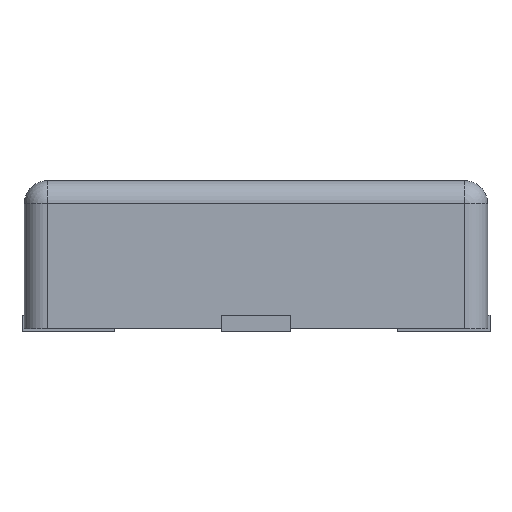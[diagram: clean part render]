
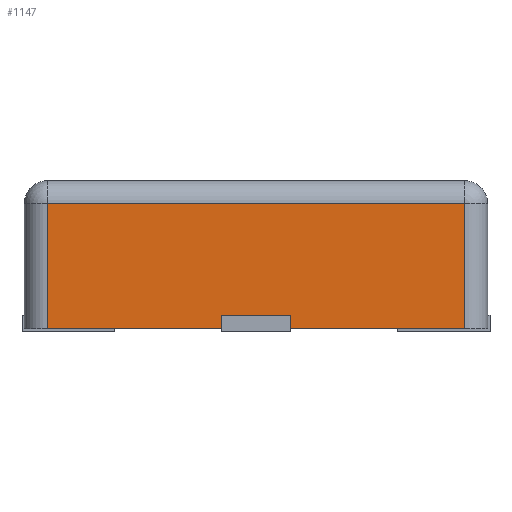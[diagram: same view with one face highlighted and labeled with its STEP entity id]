
A CAD part, front view. The second image highlights one B-rep face of the part: STEP entity #1147.
In plain terms, the highlighted planar face has unit normal (0, -1, 0).
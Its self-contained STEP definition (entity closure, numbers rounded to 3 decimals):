
#448 = PLANE('',#449);
#449 = AXIS2_PLACEMENT_3D('',#450,#451,#452);
#450 = CARTESIAN_POINT('',(0.,0.,0.01));
#451 = DIRECTION('',(-0.,-0.,-1.));
#452 = DIRECTION('',(-1.,0.,0.));
#599 = VERTEX_POINT('',#600);
#600 = CARTESIAN_POINT('',(0.9,-1.,0.01));
#615 = CYLINDRICAL_SURFACE('',#616,0.1);
#616 = AXIS2_PLACEMENT_3D('',#617,#618,#619);
#617 = CARTESIAN_POINT('',(0.9,-0.9,0.01));
#618 = DIRECTION('',(0.,0.,1.));
#619 = DIRECTION('',(1.,0.,0.));
#627 = EDGE_CURVE('',#599,#628,#630,.T.);
#628 = VERTEX_POINT('',#629);
#629 = CARTESIAN_POINT('',(-0.9,-1.,0.01));
#630 = SURFACE_CURVE('',#631,(#635,#642),.PCURVE_S1.);
#631 = LINE('',#632,#633);
#632 = CARTESIAN_POINT('',(1.,-1.,0.01));
#633 = VECTOR('',#634,1.);
#634 = DIRECTION('',(-1.,0.,0.));
#635 = PCURVE('',#448,#636);
#636 = DEFINITIONAL_REPRESENTATION('',(#637),#641);
#637 = LINE('',#638,#639);
#638 = CARTESIAN_POINT('',(-1.,-1.));
#639 = VECTOR('',#640,1.);
#640 = DIRECTION('',(1.,0.));
#641 = ( GEOMETRIC_REPRESENTATION_CONTEXT(2) 
PARAMETRIC_REPRESENTATION_CONTEXT() REPRESENTATION_CONTEXT('2D SPACE',''
  ) );
#642 = PCURVE('',#643,#648);
#643 = PLANE('',#644);
#644 = AXIS2_PLACEMENT_3D('',#645,#646,#647);
#645 = CARTESIAN_POINT('',(1.,-1.,0.01));
#646 = DIRECTION('',(0.,-1.,0.));
#647 = DIRECTION('',(-1.,0.,0.));
#648 = DEFINITIONAL_REPRESENTATION('',(#649),#653);
#649 = LINE('',#650,#651);
#650 = CARTESIAN_POINT('',(0.,-0.));
#651 = VECTOR('',#652,1.);
#652 = DIRECTION('',(1.,0.));
#653 = ( GEOMETRIC_REPRESENTATION_CONTEXT(2) 
PARAMETRIC_REPRESENTATION_CONTEXT() REPRESENTATION_CONTEXT('2D SPACE',''
  ) );
#676 = CYLINDRICAL_SURFACE('',#677,0.1);
#677 = AXIS2_PLACEMENT_3D('',#678,#679,#680);
#678 = CARTESIAN_POINT('',(-0.9,-0.9,0.01));
#679 = DIRECTION('',(0.,0.,1.));
#680 = DIRECTION('',(-1.,0.,0.));
#1042 = EDGE_CURVE('',#628,#1043,#1045,.T.);
#1043 = VERTEX_POINT('',#1044);
#1044 = CARTESIAN_POINT('',(-0.9,-1.,0.55));
#1045 = SURFACE_CURVE('',#1046,(#1050,#1057),.PCURVE_S1.);
#1046 = LINE('',#1047,#1048);
#1047 = CARTESIAN_POINT('',(-0.9,-1.,0.01));
#1048 = VECTOR('',#1049,1.);
#1049 = DIRECTION('',(0.,0.,1.));
#1050 = PCURVE('',#676,#1051);
#1051 = DEFINITIONAL_REPRESENTATION('',(#1052),#1056);
#1052 = LINE('',#1053,#1054);
#1053 = CARTESIAN_POINT('',(1.571,0.));
#1054 = VECTOR('',#1055,1.);
#1055 = DIRECTION('',(0.,1.));
#1056 = ( GEOMETRIC_REPRESENTATION_CONTEXT(2) 
PARAMETRIC_REPRESENTATION_CONTEXT() REPRESENTATION_CONTEXT('2D SPACE',''
  ) );
#1057 = PCURVE('',#643,#1058);
#1058 = DEFINITIONAL_REPRESENTATION('',(#1059),#1063);
#1059 = LINE('',#1060,#1061);
#1060 = CARTESIAN_POINT('',(1.9,0.));
#1061 = VECTOR('',#1062,1.);
#1062 = DIRECTION('',(0.,-1.));
#1063 = ( GEOMETRIC_REPRESENTATION_CONTEXT(2) 
PARAMETRIC_REPRESENTATION_CONTEXT() REPRESENTATION_CONTEXT('2D SPACE',''
  ) );
#1097 = EDGE_CURVE('',#599,#1098,#1100,.T.);
#1098 = VERTEX_POINT('',#1099);
#1099 = CARTESIAN_POINT('',(0.9,-1.,0.55));
#1100 = SURFACE_CURVE('',#1101,(#1105,#1112),.PCURVE_S1.);
#1101 = LINE('',#1102,#1103);
#1102 = CARTESIAN_POINT('',(0.9,-1.,0.01));
#1103 = VECTOR('',#1104,1.);
#1104 = DIRECTION('',(0.,0.,1.));
#1105 = PCURVE('',#615,#1106);
#1106 = DEFINITIONAL_REPRESENTATION('',(#1107),#1111);
#1107 = LINE('',#1108,#1109);
#1108 = CARTESIAN_POINT('',(-1.571,0.));
#1109 = VECTOR('',#1110,1.);
#1110 = DIRECTION('',(-0.,1.));
#1111 = ( GEOMETRIC_REPRESENTATION_CONTEXT(2) 
PARAMETRIC_REPRESENTATION_CONTEXT() REPRESENTATION_CONTEXT('2D SPACE',''
  ) );
#1112 = PCURVE('',#643,#1113);
#1113 = DEFINITIONAL_REPRESENTATION('',(#1114),#1118);
#1114 = LINE('',#1115,#1116);
#1115 = CARTESIAN_POINT('',(0.1,0.));
#1116 = VECTOR('',#1117,1.);
#1117 = DIRECTION('',(0.,-1.));
#1118 = ( GEOMETRIC_REPRESENTATION_CONTEXT(2) 
PARAMETRIC_REPRESENTATION_CONTEXT() REPRESENTATION_CONTEXT('2D SPACE',''
  ) );
#1147 = ADVANCED_FACE('',(#1148),#643,.T.);
#1148 = FACE_BOUND('',#1149,.T.);
#1149 = EDGE_LOOP('',(#1150,#1151,#1152,#1178));
#1150 = ORIENTED_EDGE('',*,*,#627,.F.);
#1151 = ORIENTED_EDGE('',*,*,#1097,.T.);
#1152 = ORIENTED_EDGE('',*,*,#1153,.T.);
#1153 = EDGE_CURVE('',#1098,#1043,#1154,.T.);
#1154 = SURFACE_CURVE('',#1155,(#1159,#1166),.PCURVE_S1.);
#1155 = LINE('',#1156,#1157);
#1156 = CARTESIAN_POINT('',(1.,-1.,0.55));
#1157 = VECTOR('',#1158,1.);
#1158 = DIRECTION('',(-1.,0.,0.));
#1159 = PCURVE('',#643,#1160);
#1160 = DEFINITIONAL_REPRESENTATION('',(#1161),#1165);
#1161 = LINE('',#1162,#1163);
#1162 = CARTESIAN_POINT('',(0.,-0.54));
#1163 = VECTOR('',#1164,1.);
#1164 = DIRECTION('',(1.,0.));
#1165 = ( GEOMETRIC_REPRESENTATION_CONTEXT(2) 
PARAMETRIC_REPRESENTATION_CONTEXT() REPRESENTATION_CONTEXT('2D SPACE',''
  ) );
#1166 = PCURVE('',#1167,#1172);
#1167 = CYLINDRICAL_SURFACE('',#1168,0.1);
#1168 = AXIS2_PLACEMENT_3D('',#1169,#1170,#1171);
#1169 = CARTESIAN_POINT('',(1.,-0.9,0.55));
#1170 = DIRECTION('',(-1.,0.,0.));
#1171 = DIRECTION('',(0.,0.,1.));
#1172 = DEFINITIONAL_REPRESENTATION('',(#1173),#1177);
#1173 = LINE('',#1174,#1175);
#1174 = CARTESIAN_POINT('',(-1.571,0.));
#1175 = VECTOR('',#1176,1.);
#1176 = DIRECTION('',(-0.,1.));
#1177 = ( GEOMETRIC_REPRESENTATION_CONTEXT(2) 
PARAMETRIC_REPRESENTATION_CONTEXT() REPRESENTATION_CONTEXT('2D SPACE',''
  ) );
#1178 = ORIENTED_EDGE('',*,*,#1042,.F.);
